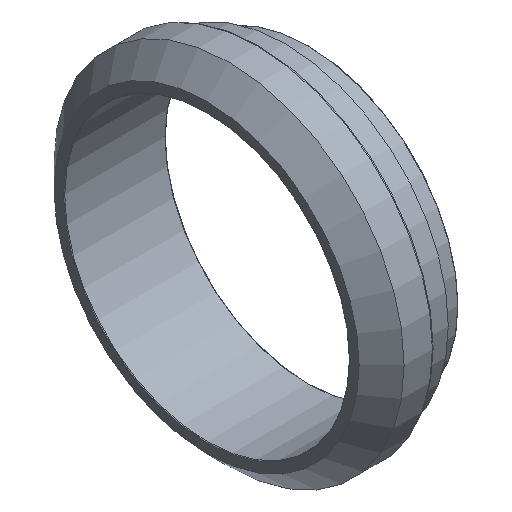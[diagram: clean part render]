
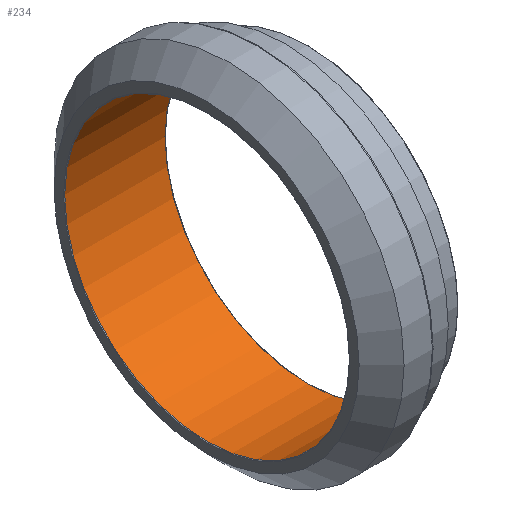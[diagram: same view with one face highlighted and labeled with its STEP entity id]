
A CAD part, isometric view. The second image highlights one B-rep face of the part: STEP entity #234.
In plain terms, the highlighted cylindrical face has radius 30.099 mm (diameter 60.198 mm), a full revolution.
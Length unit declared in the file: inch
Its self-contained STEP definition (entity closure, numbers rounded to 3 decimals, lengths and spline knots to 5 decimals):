
#32=CYLINDRICAL_SURFACE('',#294,1.185);
#45=FACE_OUTER_BOUND('',#63,.T.);
#63=EDGE_LOOP('',(#208,#209,#210,#211,#212,#213));
#71=LINE('',#452,#76);
#76=VECTOR('',#379,1.185);
#97=CIRCLE('',#291,1.185);
#98=CIRCLE('',#292,1.185);
#100=CIRCLE('',#295,1.185);
#101=CIRCLE('',#296,1.185);
#120=VERTEX_POINT('',#445);
#121=VERTEX_POINT('',#446);
#122=VERTEX_POINT('',#451);
#123=VERTEX_POINT('',#453);
#149=EDGE_CURVE('',#120,#121,#97,.T.);
#150=EDGE_CURVE('',#121,#120,#98,.T.);
#152=EDGE_CURVE('',#120,#122,#71,.T.);
#153=EDGE_CURVE('',#123,#122,#100,.T.);
#154=EDGE_CURVE('',#122,#123,#101,.T.);
#208=ORIENTED_EDGE('',*,*,#149,.T.);
#209=ORIENTED_EDGE('',*,*,#150,.T.);
#210=ORIENTED_EDGE('',*,*,#152,.T.);
#211=ORIENTED_EDGE('',*,*,#153,.F.);
#212=ORIENTED_EDGE('',*,*,#154,.F.);
#213=ORIENTED_EDGE('',*,*,#152,.F.);
#234=ADVANCED_FACE('',(#45),#32,.F.);
#291=AXIS2_PLACEMENT_3D('',#447,#371,#372);
#292=AXIS2_PLACEMENT_3D('',#448,#373,#374);
#294=AXIS2_PLACEMENT_3D('',#450,#377,#378);
#295=AXIS2_PLACEMENT_3D('',#454,#380,#381);
#296=AXIS2_PLACEMENT_3D('',#455,#382,#383);
#371=DIRECTION('center_axis',(1.,0.,0.));
#372=DIRECTION('ref_axis',(0.,1.,0.));
#373=DIRECTION('center_axis',(1.,0.,0.));
#374=DIRECTION('ref_axis',(0.,1.,0.));
#377=DIRECTION('center_axis',(1.,0.,0.));
#378=DIRECTION('ref_axis',(0.,1.,0.));
#379=DIRECTION('',(-1.,0.,0.));
#380=DIRECTION('center_axis',(1.,0.,0.));
#381=DIRECTION('ref_axis',(0.,1.,0.));
#382=DIRECTION('center_axis',(1.,0.,0.));
#383=DIRECTION('ref_axis',(0.,1.,0.));
#445=CARTESIAN_POINT('',(0.839,-1.185,0.));
#446=CARTESIAN_POINT('',(0.839,0.,1.185));
#447=CARTESIAN_POINT('Origin',(0.839,0.,0.));
#448=CARTESIAN_POINT('Origin',(0.839,0.,0.));
#450=CARTESIAN_POINT('Origin',(0.422,0.,0.));
#451=CARTESIAN_POINT('',(0.005,-1.185,0.));
#452=CARTESIAN_POINT('',(0.422,-1.185,0.));
#453=CARTESIAN_POINT('',(0.005,0.,1.185));
#454=CARTESIAN_POINT('Origin',(0.005,0.,
0.));
#455=CARTESIAN_POINT('Origin',(0.005,0.,
0.));
